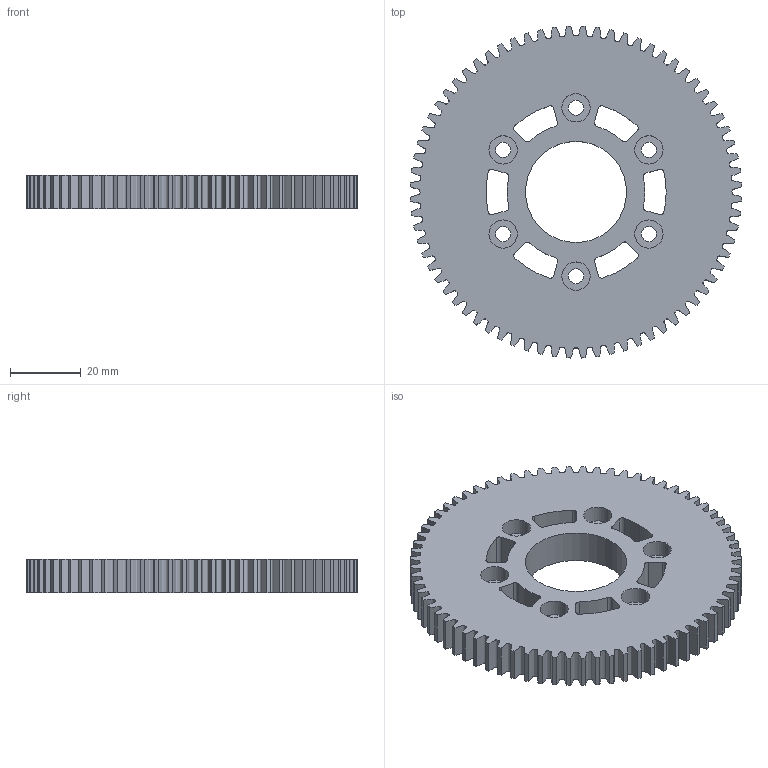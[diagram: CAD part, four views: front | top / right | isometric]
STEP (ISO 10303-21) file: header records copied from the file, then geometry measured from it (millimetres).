
FILE_DESCRIPTION (( 'STEP AP203' ), '1' );
FILE_NAME ('217-3996-001.STEP', '2014-08-06T21:53:05', ( '' ), ( '' ), 'SwSTEP 2.0', 'SolidWorks 2014', '' );
FILE_SCHEMA (( 'CONFIG_CONTROL_DESIGN' ));
Length unit declared in the file: inch
Products named in the file (1): 217-3996-001
Bounding box: 93.93 x 93.93 x 9.53 mm (x, y, z)
Volume: 52291.2 mm3; surface area: 20249.5 mm2
Topology: 1 solids, 1 shells, 234 faces, 678 edges, 452 vertices
Faces by surface type: cylinder 142, bspline 72, plane 20
Entity records: 28261 total; most frequent: CARTESIAN_POINT 22173, ORIENTED_EDGE 1356, DIRECTION 1144, EDGE_CURVE 678, VERTEX_POINT 452, AXIS2_PLACEMENT_3D 447, CIRCLE 284, EDGE_LOOP 266
